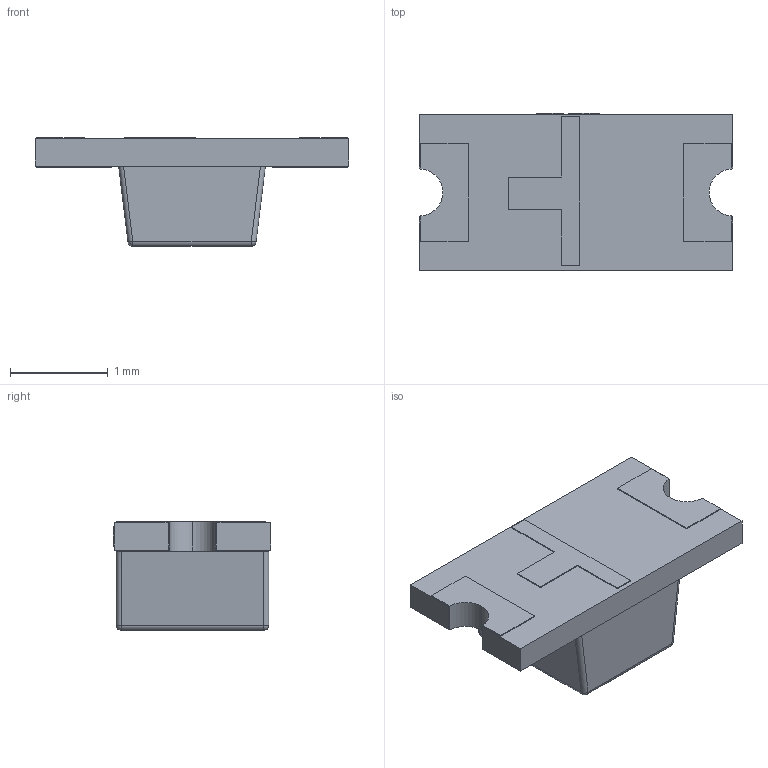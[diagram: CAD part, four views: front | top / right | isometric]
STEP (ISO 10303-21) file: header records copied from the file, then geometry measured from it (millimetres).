
FILE_DESCRIPTION (( 'STEP AP214' ), '1' );
FILE_NAME ('LED-SMD_L3.2-W1.6-RD-EH-1.step', '2022-07-08T12:44:10', ( '' ), ( '' ), 'SwSTEP 2.0', 'SolidWorks 2020', '' );
FILE_SCHEMA (( 'AUTOMOTIVE_DESIGN' ));
Length unit declared in the file: millimetre
Products named in the file (1): LED-SMD_L3.2-W1.6-RD-EH-1
Bounding box: 3.2 x 1.61 x 1.11 mm (x, y, z)
Volume: 3.2 mm3; surface area: 17.4 mm2
Topology: 1 solids, 1 shells, 345 faces, 937 edges, 618 vertices
Faces by surface type: plane 212, bspline 114, cylinder 15, sphere 4
Entity records: 15320 total; most frequent: CARTESIAN_POINT 4271, ORIENTED_EDGE 1866, DIRECTION 1187, EDGE_CURVE 933, LINE 671, VECTOR 671, VERTEX_POINT 618, EDGE_LOOP 373
